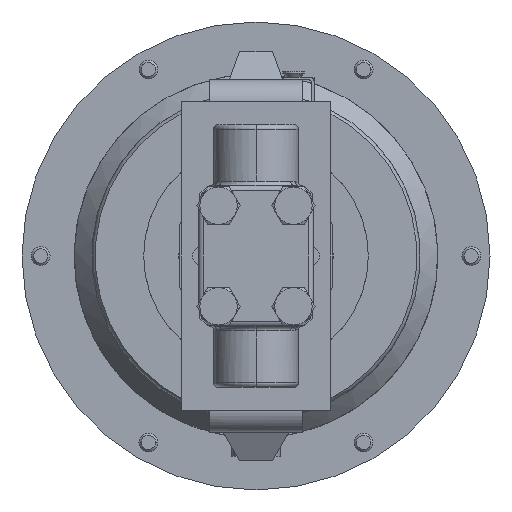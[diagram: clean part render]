
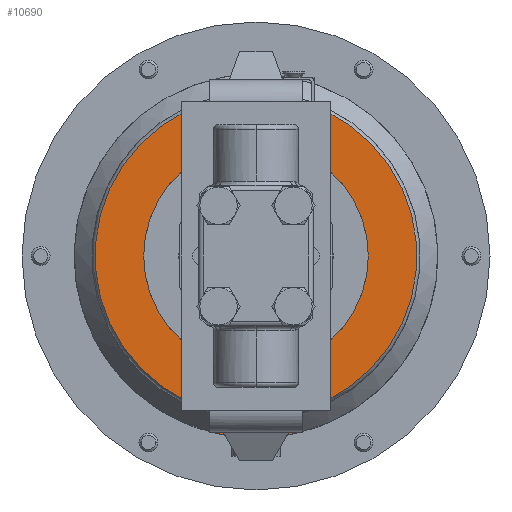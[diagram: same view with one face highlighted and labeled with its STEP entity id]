
A CAD part, front view. The second image highlights one B-rep face of the part: STEP entity #10690.
In plain terms, the highlighted planar face has unit normal (0, -1, 0).
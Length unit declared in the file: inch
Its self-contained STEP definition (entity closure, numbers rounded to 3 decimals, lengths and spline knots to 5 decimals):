
#12 = ORIENTED_EDGE ( 'NONE', *, *, #13340, .T. ) ;
#122 = LINE ( 'NONE', #23429, #23328 ) ;
#324 = DIRECTION ( 'NONE',  ( 0., -1., 0. ) ) ;
#587 = AXIS2_PLACEMENT_3D ( 'NONE', #15490, #2048, #17762 ) ;
#1534 = EDGE_CURVE ( 'NONE', #8784, #12051, #9656, .T. ) ;
#1643 = CIRCLE ( 'NONE', #587, 2.14874 ) ;
#2048 = DIRECTION ( 'NONE',  ( 0., -1., 0. ) ) ;
#2076 = CARTESIAN_POINT ( 'NONE',  ( 0., 16.98575, 0. ) ) ;
#2477 = CIRCLE ( 'NONE', #28960, 1.5 ) ;
#2505 = VECTOR ( 'NONE', #3201, 39.37008 ) ;
#2738 = CARTESIAN_POINT ( 'NONE',  ( 0., 16.98575, 0. ) ) ;
#3097 = FACE_BOUND ( 'NONE', #17189, .T. ) ;
#3201 = DIRECTION ( 'NONE',  ( 0., 0., 1. ) ) ;
#3546 = EDGE_CURVE ( 'NONE', #17906, #19771, #26417, .T. ) ;
#3821 = EDGE_CURVE ( 'NONE', #12051, #18145, #5672, .T. ) ;
#4329 = DIRECTION ( 'NONE',  ( -1., 0., 0. ) ) ;
#4923 = CARTESIAN_POINT ( 'NONE',  ( 1.5, 16.98575, 0. ) ) ;
#4986 = DIRECTION ( 'NONE',  ( 0., 0., -1. ) ) ;
#5279 = EDGE_LOOP ( 'NONE', ( #13763, #20000, #22643, #12009, #5984, #12, #19812, #19573, #9255 ) ) ;
#5524 = DIRECTION ( 'NONE',  ( 0., -1., 0. ) ) ;
#5672 = CIRCLE ( 'NONE', #9814, 2.4285 ) ;
#5984 = ORIENTED_EDGE ( 'NONE', *, *, #23892, .T. ) ;
#6116 = CARTESIAN_POINT ( 'NONE',  ( -0.585, 16.98575, 2.06757 ) ) ;
#6208 = CARTESIAN_POINT ( 'NONE',  ( 0.585, 16.98575, 2.11301 ) ) ;
#6331 = AXIS2_PLACEMENT_3D ( 'NONE', #23332, #9872, #25568 ) ;
#6636 = CARTESIAN_POINT ( 'NONE',  ( -0.46, 16.98575, 0. ) ) ;
#6837 = CARTESIAN_POINT ( 'NONE',  ( -1.5, 16.98575, 0. ) ) ;
#7334 = CARTESIAN_POINT ( 'NONE',  ( 0.585, 16.98575, -2.35699 ) ) ;
#7489 = DIRECTION ( 'NONE',  ( 0., -1., 0. ) ) ;
#8284 = CARTESIAN_POINT ( 'NONE',  ( -0.585, 16.98575, 2.11301 ) ) ;
#8784 = VERTEX_POINT ( 'NONE', #28869 ) ;
#9071 = FACE_OUTER_BOUND ( 'NONE', #5279, .T. ) ;
#9255 = ORIENTED_EDGE ( 'NONE', *, *, #26995, .T. ) ;
#9313 = CIRCLE ( 'NONE', #6331, 1.5 ) ;
#9413 = ORIENTED_EDGE ( 'NONE', *, *, #28562, .F. ) ;
#9656 = CIRCLE ( 'NONE', #16709, 2.4285 ) ;
#9814 = AXIS2_PLACEMENT_3D ( 'NONE', #2738, #18447, #4986 ) ;
#9872 = DIRECTION ( 'NONE',  ( 0., -1., 0. ) ) ;
#10690 = ADVANCED_FACE ( 'NONE', ( #3097, #9071 ), #26682, .F. ) ;
#10910 = CARTESIAN_POINT ( 'NONE',  ( -0.585, 16.98575, 2.11301 ) ) ;
#11146 = DIRECTION ( 'NONE',  ( 0., 1., 0. ) ) ;
#11509 = VERTEX_POINT ( 'NONE', #4923 ) ;
#11817 = LINE ( 'NONE', #10910, #23065 ) ;
#11922 = VERTEX_POINT ( 'NONE', #28546 ) ;
#12009 = ORIENTED_EDGE ( 'NONE', *, *, #18261, .T. ) ;
#12051 = VERTEX_POINT ( 'NONE', #28947 ) ;
#13075 = CARTESIAN_POINT ( 'NONE',  ( 0.585, 16.98575, 2.06757 ) ) ;
#13340 = EDGE_CURVE ( 'NONE', #18804, #8784, #11817, .T. ) ;
#13763 = ORIENTED_EDGE ( 'NONE', *, *, #3546, .T. ) ;
#13793 = CARTESIAN_POINT ( 'NONE',  ( 0., 16.98575, 0. ) ) ;
#14646 = EDGE_CURVE ( 'NONE', #11509, #21896, #9313, .T. ) ;
#14975 = CIRCLE ( 'NONE', #28634, 2.1925 ) ;
#15490 = CARTESIAN_POINT ( 'NONE',  ( 0., 16.98575, 0. ) ) ;
#16051 = DIRECTION ( 'NONE',  ( 0., 0., -1. ) ) ;
#16074 = AXIS2_PLACEMENT_3D ( 'NONE', #6636, #11146, #26867 ) ;
#16637 = DIRECTION ( 'NONE',  ( 0., 0., -1. ) ) ;
#16661 = CARTESIAN_POINT ( 'NONE',  ( 0.585, 16.98575, 2.11301 ) ) ;
#16709 = AXIS2_PLACEMENT_3D ( 'NONE', #20956, #7489, #23201 ) ;
#16991 = CARTESIAN_POINT ( 'NONE',  ( -0.585, 16.98575, -2.06757 ) ) ;
#17189 = EDGE_LOOP ( 'NONE', ( #9413, #25259 ) ) ;
#17300 = VECTOR ( 'NONE', #26430, 39.37008 ) ;
#17762 = DIRECTION ( 'NONE',  ( 0., 0., -1. ) ) ;
#17786 = DIRECTION ( 'NONE',  ( 0., -1., 0. ) ) ;
#17873 = AXIS2_PLACEMENT_3D ( 'NONE', #13793, #324, #16051 ) ;
#17906 = VERTEX_POINT ( 'NONE', #19811 ) ;
#18145 = VERTEX_POINT ( 'NONE', #7334 ) ;
#18261 = EDGE_CURVE ( 'NONE', #26825, #26840, #122, .T. ) ;
#18447 = DIRECTION ( 'NONE',  ( 0., -1., 0. ) ) ;
#18804 = VERTEX_POINT ( 'NONE', #16991 ) ;
#18970 = CARTESIAN_POINT ( 'NONE',  ( 0., 16.98575, 0. ) ) ;
#19573 = ORIENTED_EDGE ( 'NONE', *, *, #3821, .T. ) ;
#19771 = VERTEX_POINT ( 'NONE', #13075 ) ;
#19811 = CARTESIAN_POINT ( 'NONE',  ( 0.585, 16.98575, -2.06757 ) ) ;
#19812 = ORIENTED_EDGE ( 'NONE', *, *, #1534, .T. ) ;
#20000 = ORIENTED_EDGE ( 'NONE', *, *, #27881, .T. ) ;
#20956 = CARTESIAN_POINT ( 'NONE',  ( 0., 16.98575, 0. ) ) ;
#21253 = DIRECTION ( 'NONE',  ( 0., 0., -1. ) ) ;
#21896 = VERTEX_POINT ( 'NONE', #6837 ) ;
#22643 = ORIENTED_EDGE ( 'NONE', *, *, #24491, .T. ) ;
#23065 = VECTOR ( 'NONE', #26632, 39.37008 ) ;
#23201 = DIRECTION ( 'NONE',  ( 0., 0., -1. ) ) ;
#23291 = LINE ( 'NONE', #6208, #17300 ) ;
#23328 = VECTOR ( 'NONE', #16637, 39.37008 ) ;
#23332 = CARTESIAN_POINT ( 'NONE',  ( 0., 16.98575, 0. ) ) ;
#23429 = CARTESIAN_POINT ( 'NONE',  ( -0.585, 16.98575, 2.11301 ) ) ;
#23892 = EDGE_CURVE ( 'NONE', #26840, #18804, #1643, .T. ) ;
#24491 = EDGE_CURVE ( 'NONE', #11922, #26825, #14975, .T. ) ;
#25259 = ORIENTED_EDGE ( 'NONE', *, *, #14646, .F. ) ;
#25568 = DIRECTION ( 'NONE',  ( -1., 0., 0. ) ) ;
#26403 = LINE ( 'NONE', #16661, #2505 ) ;
#26417 = CIRCLE ( 'NONE', #17873, 2.14874 ) ;
#26430 = DIRECTION ( 'NONE',  ( 0., 0., 1. ) ) ;
#26632 = DIRECTION ( 'NONE',  ( 0., 0., -1. ) ) ;
#26682 = PLANE ( 'NONE',  #16074 ) ;
#26825 = VERTEX_POINT ( 'NONE', #8284 ) ;
#26840 = VERTEX_POINT ( 'NONE', #6116 ) ;
#26867 = DIRECTION ( 'NONE',  ( 0., 0., -1. ) ) ;
#26995 = EDGE_CURVE ( 'NONE', #18145, #17906, #23291, .T. ) ;
#27881 = EDGE_CURVE ( 'NONE', #19771, #11922, #26403, .T. ) ;
#28546 = CARTESIAN_POINT ( 'NONE',  ( 0.585, 16.98575, 2.11301 ) ) ;
#28562 = EDGE_CURVE ( 'NONE', #21896, #11509, #2477, .T. ) ;
#28634 = AXIS2_PLACEMENT_3D ( 'NONE', #18970, #5524, #21253 ) ;
#28869 = CARTESIAN_POINT ( 'NONE',  ( -0.585, 16.98575, -2.35699 ) ) ;
#28947 = CARTESIAN_POINT ( 'NONE',  ( 0., 16.98575, -2.4285 ) ) ;
#28960 = AXIS2_PLACEMENT_3D ( 'NONE', #2076, #17786, #4329 ) ;
